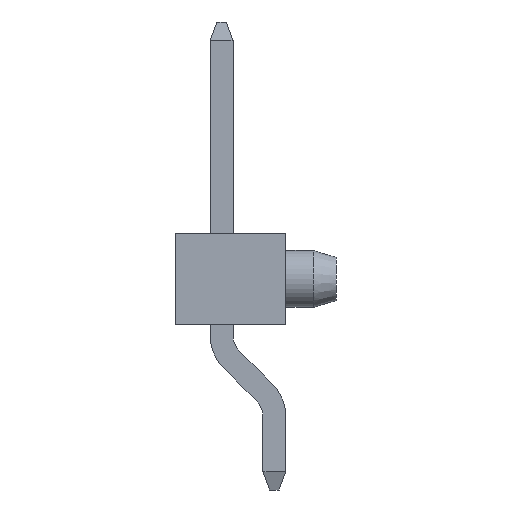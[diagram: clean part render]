
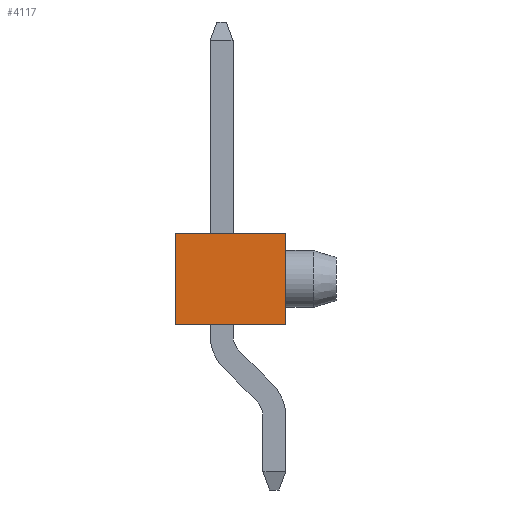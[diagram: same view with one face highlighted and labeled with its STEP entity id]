
A CAD part, left-side view. The second image highlights one B-rep face of the part: STEP entity #4117.
In plain terms, the highlighted planar face has unit normal (-1, 0, 0).
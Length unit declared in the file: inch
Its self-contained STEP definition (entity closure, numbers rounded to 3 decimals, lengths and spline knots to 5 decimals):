
#1043=ORIENTED_EDGE('',*,*,#1762,.T.);
#1044=ORIENTED_EDGE('',*,*,#1671,.F.);
#1045=ORIENTED_EDGE('',*,*,#1721,.F.);
#1046=ORIENTED_EDGE('',*,*,#1800,.T.);
#1671=EDGE_CURVE('',#2113,#2114,#2577,.T.);
#1721=EDGE_CURVE('',#2162,#2113,#2627,.T.);
#1762=EDGE_CURVE('',#2198,#2114,#2668,.T.);
#1800=EDGE_CURVE('',#2162,#2198,#2706,.T.);
#2113=VERTEX_POINT('',#6340);
#2114=VERTEX_POINT('',#6342);
#2162=VERTEX_POINT('',#6445);
#2198=VERTEX_POINT('',#6529);
#2577=LINE('',#6341,#3105);
#2627=LINE('',#6446,#3155);
#2668=LINE('',#6528,#3196);
#2706=LINE('',#6603,#3234);
#3105=VECTOR('',#5203,39.37008);
#3155=VECTOR('',#5265,39.37008);
#3196=VECTOR('',#5318,39.37008);
#3234=VECTOR('',#5368,39.37008);
#3469=EDGE_LOOP('',(#1043,#1044,#1045,#1046));
#3705=FACE_BOUND('',#3469,.T.);
#3903=PLANE('',#4412);
#4117=ADVANCED_FACE('',(#3705),#3903,.F.);
#4412=AXIS2_PLACEMENT_3D('',#6619,#5389,#5390);
#5203=DIRECTION('',(0.,0.,-1.));
#5265=DIRECTION('',(0.,-1.,0.));
#5318=DIRECTION('',(0.,-1.,0.));
#5368=DIRECTION('',(0.,0.,-1.));
#5389=DIRECTION('',(1.,0.,0.));
#5390=DIRECTION('',(0.,0.,-1.));
#6340=CARTESIAN_POINT('',(-0.3,-0.06,0.05));
#6341=CARTESIAN_POINT('',(-0.3,-0.06,0.05));
#6342=CARTESIAN_POINT('',(-0.3,-0.06,-0.05));
#6445=CARTESIAN_POINT('',(-0.3,0.06,0.05));
#6446=CARTESIAN_POINT('',(-0.3,0.06,0.05));
#6528=CARTESIAN_POINT('',(-0.3,0.06,-0.05));
#6529=CARTESIAN_POINT('',(-0.3,0.06,-0.05));
#6603=CARTESIAN_POINT('',(-0.3,0.06,0.05));
#6619=CARTESIAN_POINT('',(-0.3,0.06,0.05));
